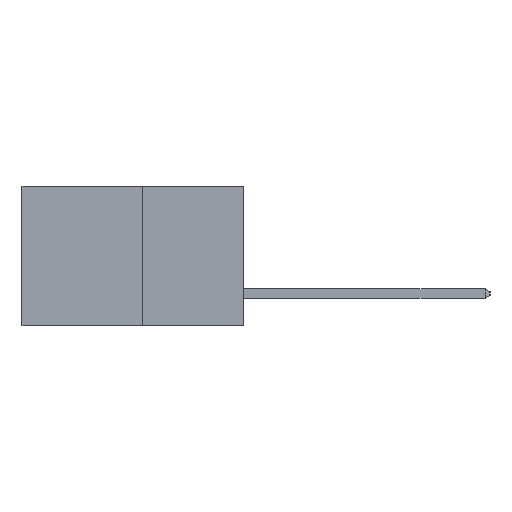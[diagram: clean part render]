
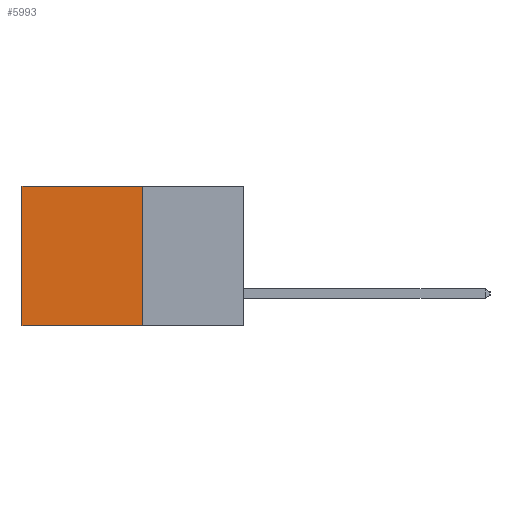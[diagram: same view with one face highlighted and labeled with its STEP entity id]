
A CAD part, left-side view. The second image highlights one B-rep face of the part: STEP entity #5993.
In plain terms, the highlighted planar face has unit normal (-1, 0, 0).
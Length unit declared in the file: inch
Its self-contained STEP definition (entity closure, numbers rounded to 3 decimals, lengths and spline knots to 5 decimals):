
#2713 = LINE ( 'NONE', #9044, #14680 ) ;
#2955 = DIRECTION ( 'NONE',  ( 0., 1., 0. ) ) ;
#3894 = CARTESIAN_POINT ( 'NONE',  ( 0.277, 0.27, -0.37 ) ) ;
#4342 = CARTESIAN_POINT ( 'NONE',  ( 0.277, 0.59, -0.37 ) ) ;
#5958 = VECTOR ( 'NONE', #2955, 39.37008 ) ;
#5993 = ADVANCED_FACE ( 'NONE', ( #21724 ), #13903, .F. ) ;
#7068 = EDGE_CURVE ( 'NONE', #25159, #9246, #2713, .T. ) ;
#7915 = CARTESIAN_POINT ( 'NONE',  ( 0.277, 0.27, -0.37 ) ) ;
#8532 = VECTOR ( 'NONE', #29061, 39.37008 ) ;
#9044 = CARTESIAN_POINT ( 'NONE',  ( 0.277, 0.59, -0.37 ) ) ;
#9246 = VERTEX_POINT ( 'NONE', #4342 ) ;
#9810 = EDGE_CURVE ( 'NONE', #30278, #18698, #24968, .T. ) ;
#10632 = ORIENTED_EDGE ( 'NONE', *, *, #21262, .T. ) ;
#11156 = EDGE_LOOP ( 'NONE', ( #25244, #15181, #21431, #10632 ) ) ;
#11441 = DIRECTION ( 'NONE',  ( 0., 0., -1. ) ) ;
#11609 = DIRECTION ( 'NONE',  ( 0., 0., -1. ) ) ;
#12410 = VECTOR ( 'NONE', #22900, 39.37008 ) ;
#13903 = PLANE ( 'NONE',  #25717 ) ;
#14680 = VECTOR ( 'NONE', #11441, 39.37008 ) ;
#14886 = CARTESIAN_POINT ( 'NONE',  ( 0.277, 0.27, -0.37 ) ) ;
#15181 = ORIENTED_EDGE ( 'NONE', *, *, #20698, .F. ) ;
#18617 = LINE ( 'NONE', #14886, #5958 ) ;
#18672 = CARTESIAN_POINT ( 'NONE',  ( 0.277, 0.27, -0.37 ) ) ;
#18698 = VERTEX_POINT ( 'NONE', #7915 ) ;
#18972 = CARTESIAN_POINT ( 'NONE',  ( 0.277, 0.27, 0. ) ) ;
#20398 = LINE ( 'NONE', #22089, #8532 ) ;
#20698 = EDGE_CURVE ( 'NONE', #18698, #9246, #18617, .T. ) ;
#21262 = EDGE_CURVE ( 'NONE', #30278, #25159, #20398, .T. ) ;
#21431 = ORIENTED_EDGE ( 'NONE', *, *, #9810, .F. ) ;
#21724 = FACE_OUTER_BOUND ( 'NONE', #11156, .T. ) ;
#22089 = CARTESIAN_POINT ( 'NONE',  ( 0.277, 0.27, 0. ) ) ;
#22900 = DIRECTION ( 'NONE',  ( 0., 0., -1. ) ) ;
#23486 = CARTESIAN_POINT ( 'NONE',  ( 0.277, 0.59, 0. ) ) ;
#24968 = LINE ( 'NONE', #3894, #12410 ) ;
#25159 = VERTEX_POINT ( 'NONE', #23486 ) ;
#25244 = ORIENTED_EDGE ( 'NONE', *, *, #7068, .T. ) ;
#25717 = AXIS2_PLACEMENT_3D ( 'NONE', #18672, #25773, #11609 ) ;
#25773 = DIRECTION ( 'NONE',  ( 1., 0., 0. ) ) ;
#29061 = DIRECTION ( 'NONE',  ( 0., 1., 0. ) ) ;
#30278 = VERTEX_POINT ( 'NONE', #18972 ) ;
